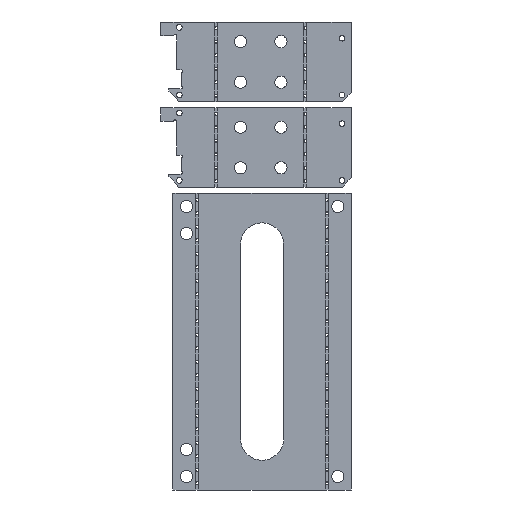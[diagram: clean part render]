
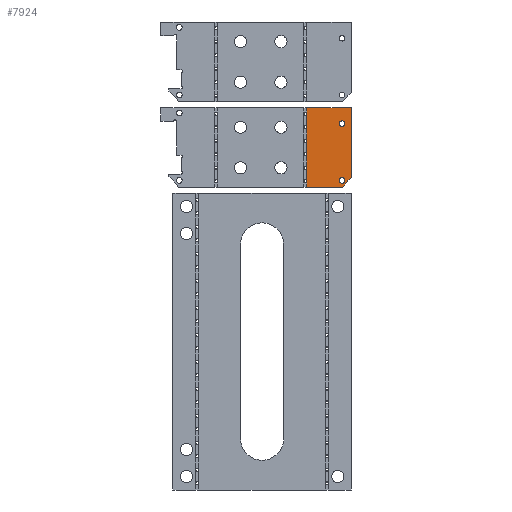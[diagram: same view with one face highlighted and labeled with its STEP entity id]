
A CAD part, front view. The second image highlights one B-rep face of the part: STEP entity #7924.
In plain terms, the highlighted planar face has unit normal (0, -1, 0).
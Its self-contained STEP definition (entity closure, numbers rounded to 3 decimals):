
#67=FACE_BOUND('',#911,.T.);
#68=FACE_BOUND('',#912,.T.);
#257=PLANE('',#9030);
#560=FACE_OUTER_BOUND('',#910,.T.);
#910=EDGE_LOOP('',(#7189,#7190,#7191,#7192,#7193,#7194,#7195,#7196,#7197,
#7198,#7199,#7200,#7201,#7202,#7203,#7204,#7205,#7206,#7207,#7208,#7209,
#7210,#7211));
#911=EDGE_LOOP('',(#7212));
#912=EDGE_LOOP('',(#7213));
#1436=LINE('',#14045,#1984);
#1437=LINE('',#14046,#1985);
#1438=LINE('',#14047,#1986);
#1439=LINE('',#14049,#1987);
#1440=LINE('',#14055,#1988);
#1441=LINE('',#14057,#1989);
#1442=LINE('',#14061,#1990);
#1443=LINE('',#14063,#1991);
#1444=LINE('',#14064,#1992);
#1445=LINE('',#14065,#1993);
#1984=VECTOR('',#11540,10.);
#1985=VECTOR('',#11541,10.);
#1986=VECTOR('',#11542,10.);
#1987=VECTOR('',#11543,10.);
#1988=VECTOR('',#11548,10.);
#1989=VECTOR('',#11549,10.);
#1990=VECTOR('',#11552,10.);
#1991=VECTOR('',#11553,10.);
#1992=VECTOR('',#11554,10.);
#1993=VECTOR('',#11555,10.);
#2692=CIRCLE('',#8916,0.55);
#2696=CIRCLE('',#8920,0.55);
#2712=CIRCLE('',#8938,0.55);
#2716=CIRCLE('',#8942,0.55);
#2732=CIRCLE('',#8960,0.55);
#2736=CIRCLE('',#8964,0.55);
#2752=CIRCLE('',#8982,0.55);
#2756=CIRCLE('',#8986,0.55);
#2772=CIRCLE('',#9004,0.55);
#2776=CIRCLE('',#9008,0.55);
#2786=CIRCLE('',#9031,0.55);
#2787=CIRCLE('',#9032,0.55);
#2788=CIRCLE('',#9033,11.584);
#2789=CIRCLE('',#9034,1.05);
#2790=CIRCLE('',#9035,1.05);
#3504=VERTEX_POINT('',#13778);
#3505=VERTEX_POINT('',#13780);
#3508=VERTEX_POINT('',#13786);
#3524=VERTEX_POINT('',#13822);
#3525=VERTEX_POINT('',#13824);
#3528=VERTEX_POINT('',#13830);
#3544=VERTEX_POINT('',#13866);
#3545=VERTEX_POINT('',#13868);
#3548=VERTEX_POINT('',#13874);
#3564=VERTEX_POINT('',#13910);
#3565=VERTEX_POINT('',#13912);
#3568=VERTEX_POINT('',#13918);
#3584=VERTEX_POINT('',#13954);
#3585=VERTEX_POINT('',#13956);
#3588=VERTEX_POINT('',#13962);
#3613=VERTEX_POINT('',#14048);
#3614=VERTEX_POINT('',#14050);
#3615=VERTEX_POINT('',#14052);
#3616=VERTEX_POINT('',#14054);
#3617=VERTEX_POINT('',#14056);
#3618=VERTEX_POINT('',#14058);
#3619=VERTEX_POINT('',#14060);
#3620=VERTEX_POINT('',#14062);
#3621=VERTEX_POINT('',#14066);
#3622=VERTEX_POINT('',#14068);
#4703=EDGE_CURVE('',#3505,#3504,#2692,.T.);
#4707=EDGE_CURVE('',#3504,#3508,#2696,.T.);
#4725=EDGE_CURVE('',#3525,#3524,#2712,.T.);
#4729=EDGE_CURVE('',#3524,#3528,#2716,.T.);
#4747=EDGE_CURVE('',#3545,#3544,#2732,.T.);
#4751=EDGE_CURVE('',#3544,#3548,#2736,.T.);
#4769=EDGE_CURVE('',#3565,#3564,#2752,.T.);
#4773=EDGE_CURVE('',#3564,#3568,#2756,.T.);
#4791=EDGE_CURVE('',#3585,#3584,#2772,.T.);
#4795=EDGE_CURVE('',#3584,#3588,#2776,.T.);
#4839=EDGE_CURVE('',#3508,#3525,#1436,.T.);
#4840=EDGE_CURVE('',#3528,#3545,#1437,.T.);
#4841=EDGE_CURVE('',#3548,#3565,#1438,.T.);
#4842=EDGE_CURVE('',#3568,#3613,#1439,.T.);
#4843=EDGE_CURVE('',#3613,#3614,#2786,.T.);
#4844=EDGE_CURVE('',#3614,#3615,#2787,.T.);
#4845=EDGE_CURVE('',#3615,#3616,#1440,.T.);
#4846=EDGE_CURVE('',#3617,#3616,#1441,.T.);
#4847=EDGE_CURVE('',#3617,#3618,#2788,.T.);
#4848=EDGE_CURVE('',#3618,#3619,#1442,.T.);
#4849=EDGE_CURVE('',#3620,#3619,#1443,.T.);
#4850=EDGE_CURVE('',#3620,#3585,#1444,.T.);
#4851=EDGE_CURVE('',#3588,#3505,#1445,.T.);
#4852=EDGE_CURVE('',#3621,#3621,#2789,.T.);
#4853=EDGE_CURVE('',#3622,#3622,#2790,.T.);
#7189=ORIENTED_EDGE('',*,*,#4703,.T.);
#7190=ORIENTED_EDGE('',*,*,#4707,.T.);
#7191=ORIENTED_EDGE('',*,*,#4839,.T.);
#7192=ORIENTED_EDGE('',*,*,#4725,.T.);
#7193=ORIENTED_EDGE('',*,*,#4729,.T.);
#7194=ORIENTED_EDGE('',*,*,#4840,.T.);
#7195=ORIENTED_EDGE('',*,*,#4747,.T.);
#7196=ORIENTED_EDGE('',*,*,#4751,.T.);
#7197=ORIENTED_EDGE('',*,*,#4841,.T.);
#7198=ORIENTED_EDGE('',*,*,#4769,.T.);
#7199=ORIENTED_EDGE('',*,*,#4773,.T.);
#7200=ORIENTED_EDGE('',*,*,#4842,.T.);
#7201=ORIENTED_EDGE('',*,*,#4843,.T.);
#7202=ORIENTED_EDGE('',*,*,#4844,.T.);
#7203=ORIENTED_EDGE('',*,*,#4845,.T.);
#7204=ORIENTED_EDGE('',*,*,#4846,.F.);
#7205=ORIENTED_EDGE('',*,*,#4847,.T.);
#7206=ORIENTED_EDGE('',*,*,#4848,.T.);
#7207=ORIENTED_EDGE('',*,*,#4849,.F.);
#7208=ORIENTED_EDGE('',*,*,#4850,.T.);
#7209=ORIENTED_EDGE('',*,*,#4791,.T.);
#7210=ORIENTED_EDGE('',*,*,#4795,.T.);
#7211=ORIENTED_EDGE('',*,*,#4851,.T.);
#7212=ORIENTED_EDGE('',*,*,#4852,.T.);
#7213=ORIENTED_EDGE('',*,*,#4853,.T.);
#7924=ADVANCED_FACE('',(#560,#67,#68),#257,.F.);
#8916=AXIS2_PLACEMENT_3D('',#13781,#11268,#11269);
#8920=AXIS2_PLACEMENT_3D('',#13788,#11276,#11277);
#8938=AXIS2_PLACEMENT_3D('',#13825,#11314,#11315);
#8942=AXIS2_PLACEMENT_3D('',#13832,#11322,#11323);
#8960=AXIS2_PLACEMENT_3D('',#13869,#11360,#11361);
#8964=AXIS2_PLACEMENT_3D('',#13876,#11368,#11369);
#8982=AXIS2_PLACEMENT_3D('',#13913,#11406,#11407);
#8986=AXIS2_PLACEMENT_3D('',#13920,#11414,#11415);
#9004=AXIS2_PLACEMENT_3D('',#13957,#11452,#11453);
#9008=AXIS2_PLACEMENT_3D('',#13964,#11460,#11461);
#9030=AXIS2_PLACEMENT_3D('',#14044,#11538,#11539);
#9031=AXIS2_PLACEMENT_3D('',#14051,#11544,#11545);
#9032=AXIS2_PLACEMENT_3D('',#14053,#11546,#11547);
#9033=AXIS2_PLACEMENT_3D('',#14059,#11550,#11551);
#9034=AXIS2_PLACEMENT_3D('',#14067,#11556,#11557);
#9035=AXIS2_PLACEMENT_3D('',#14069,#11558,#11559);
#11268=DIRECTION('center_axis',(0.,1.,0.));
#11269=DIRECTION('ref_axis',(-1.,0.,0.));
#11276=DIRECTION('center_axis',(0.,1.,0.));
#11277=DIRECTION('ref_axis',(-1.,0.,0.));
#11314=DIRECTION('center_axis',(0.,1.,0.));
#11315=DIRECTION('ref_axis',(-1.,0.,0.));
#11322=DIRECTION('center_axis',(0.,1.,0.));
#11323=DIRECTION('ref_axis',(-1.,0.,0.));
#11360=DIRECTION('center_axis',(0.,1.,0.));
#11361=DIRECTION('ref_axis',(-1.,0.,0.));
#11368=DIRECTION('center_axis',(0.,1.,0.));
#11369=DIRECTION('ref_axis',(-1.,0.,0.));
#11406=DIRECTION('center_axis',(0.,1.,0.));
#11407=DIRECTION('ref_axis',(-1.,0.,0.));
#11414=DIRECTION('center_axis',(0.,1.,0.));
#11415=DIRECTION('ref_axis',(-1.,0.,0.));
#11452=DIRECTION('center_axis',(0.,1.,0.));
#11453=DIRECTION('ref_axis',(-1.,0.,0.));
#11460=DIRECTION('center_axis',(0.,1.,0.));
#11461=DIRECTION('ref_axis',(-1.,0.,0.));
#11538=DIRECTION('center_axis',(0.,1.,0.));
#11539=DIRECTION('ref_axis',(0.,0.,1.));
#11540=DIRECTION('',(0.,0.,-1.));
#11541=DIRECTION('',(0.,0.,-1.));
#11542=DIRECTION('',(0.,0.,-1.));
#11543=DIRECTION('',(0.,0.,-1.));
#11544=DIRECTION('center_axis',(0.,1.,0.));
#11545=DIRECTION('ref_axis',(-1.,0.,0.));
#11546=DIRECTION('center_axis',(0.,1.,0.));
#11547=DIRECTION('ref_axis',(-1.,0.,0.));
#11548=DIRECTION('',(0.,0.,-1.));
#11549=DIRECTION('',(-1.,0.,0.));
#11550=DIRECTION('center_axis',(0.,1.,0.));
#11551=DIRECTION('ref_axis',(0.,0.,
-1.));
#11552=DIRECTION('',(0.,0.,1.));
#11553=DIRECTION('',(1.,0.,0.));
#11554=DIRECTION('',(0.,0.,-1.));
#11555=DIRECTION('',(0.,0.,-1.));
#11556=DIRECTION('center_axis',(0.,1.,0.));
#11557=DIRECTION('ref_axis',(0.,0.,
1.));
#11558=DIRECTION('center_axis',(0.,1.,0.));
#11559=DIRECTION('ref_axis',(0.,0.,
1.));
#13778=CARTESIAN_POINT('',(17.068,0.,7.5));
#13780=CARTESIAN_POINT('',(17.037,0.,7.682));
#13781=CARTESIAN_POINT('Origin',(16.518,0.,7.5));
#13786=CARTESIAN_POINT('',(17.037,0.,7.318));
#13788=CARTESIAN_POINT('Origin',(16.518,0.,7.5));
#13822=CARTESIAN_POINT('',(17.068,0.,2.5));
#13824=CARTESIAN_POINT('',(17.037,0.,2.682));
#13825=CARTESIAN_POINT('Origin',(16.518,0.,2.5));
#13830=CARTESIAN_POINT('',(17.037,0.,2.318));
#13832=CARTESIAN_POINT('Origin',(16.518,0.,2.5));
#13866=CARTESIAN_POINT('',(17.068,0.,-2.5));
#13868=CARTESIAN_POINT('',(17.037,0.,-2.318));
#13869=CARTESIAN_POINT('Origin',(16.518,0.,-2.5));
#13874=CARTESIAN_POINT('',(17.037,0.,-2.682));
#13876=CARTESIAN_POINT('Origin',(16.518,0.,-2.5));
#13910=CARTESIAN_POINT('',(17.068,0.,-7.5));
#13912=CARTESIAN_POINT('',(17.037,0.,-7.318));
#13913=CARTESIAN_POINT('Origin',(16.518,0.,-7.5));
#13918=CARTESIAN_POINT('',(17.037,0.,-7.682));
#13920=CARTESIAN_POINT('Origin',(16.518,0.,-7.5));
#13954=CARTESIAN_POINT('',(17.068,0.,12.5));
#13956=CARTESIAN_POINT('',(17.037,0.,12.682));
#13957=CARTESIAN_POINT('Origin',(16.518,0.,12.5));
#13962=CARTESIAN_POINT('',(17.037,0.,12.318));
#13964=CARTESIAN_POINT('Origin',(16.518,0.,12.5));
#14044=CARTESIAN_POINT('Origin',(0.,0.,0.));
#14045=CARTESIAN_POINT('',(17.037,0.,0.));
#14046=CARTESIAN_POINT('',(17.037,0.,0.));
#14047=CARTESIAN_POINT('',(17.037,0.,0.));
#14048=CARTESIAN_POINT('',(17.037,0.,-12.318));
#14049=CARTESIAN_POINT('',(17.037,0.,0.));
#14050=CARTESIAN_POINT('',(17.068,0.,-12.5));
#14051=CARTESIAN_POINT('Origin',(16.518,0.,-12.5));
#14052=CARTESIAN_POINT('',(17.037,0.,-12.682));
#14053=CARTESIAN_POINT('Origin',(16.518,0.,-12.5));
#14054=CARTESIAN_POINT('',(17.037,0.,-14.8));
#14055=CARTESIAN_POINT('',(17.037,0.,0.));
#14056=CARTESIAN_POINT('',(30.412,0.,-14.8));
#14057=CARTESIAN_POINT('',(15.999,0.,-14.8));
#14058=CARTESIAN_POINT('',(33.536,0.,-11.2));
#14059=CARTESIAN_POINT('Origin',(40.536,0.,-20.43));
#14060=CARTESIAN_POINT('',(33.536,0.,14.8));
#14061=CARTESIAN_POINT('',(33.536,0.,-5.6));
#14062=CARTESIAN_POINT('',(17.037,0.,14.8));
#14063=CARTESIAN_POINT('',(17.037,0.,14.8));
#14064=CARTESIAN_POINT('',(17.037,0.,0.));
#14065=CARTESIAN_POINT('',(17.037,0.,0.));
#14066=CARTESIAN_POINT('',(30.171,0.,-13.25));
#14067=CARTESIAN_POINT('Origin',(30.171,0.,
-12.2));
#14068=CARTESIAN_POINT('',(30.171,0.,7.75));
#14069=CARTESIAN_POINT('Origin',(30.171,0.,
8.8));
